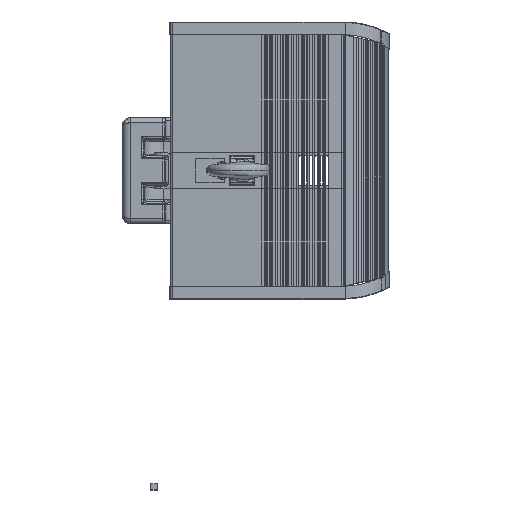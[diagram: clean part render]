
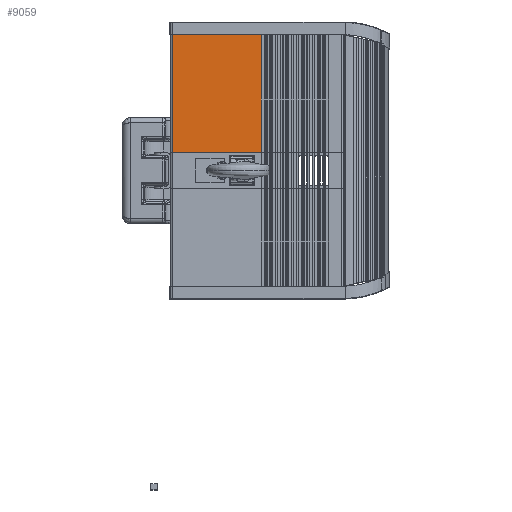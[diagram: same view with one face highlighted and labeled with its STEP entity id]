
A CAD part, top view. The second image highlights one B-rep face of the part: STEP entity #9059.
In plain terms, the highlighted planar face has unit normal (0, 0, 1).
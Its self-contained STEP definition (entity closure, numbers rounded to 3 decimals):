
#8881=EDGE_CURVE('',#21169,#17628,#21170,.T.);
#9059=ADVANCED_FACE('',(#21434),#21435,.T.);
#17628=VERTEX_POINT('',#33470);
#21169=VERTEX_POINT('',#43005);
#21170=LINE('',#43006,#43007);
#21434=FACE_OUTER_BOUND('',#43433,.T.);
#21435=PLANE('',#43434);
#33470=CARTESIAN_POINT('',(-159.5,34.5,-124.));
#43005=CARTESIAN_POINT('',(8.3,34.5,-124.));
#43006=CARTESIAN_POINT('',(8.3,34.5,-124.));
#43007=VECTOR('',#71470,1.0);
#43433=EDGE_LOOP('',(#72145,#72146,#72147,#72148));
#43434=AXIS2_PLACEMENT_3D('',#72149,#72150,#72151);
#71470=DIRECTION('',(-1.0,0.0,0.0));
#72145=ORIENTED_EDGE('',*,*,#97630,.T.);
#72146=ORIENTED_EDGE('',*,*,#98010,.F.);
#72147=ORIENTED_EDGE('',*,*,#8881,.F.);
#72148=ORIENTED_EDGE('',*,*,#98046,.T.);
#72149=CARTESIAN_POINT('',(-75.6,34.5,-124.));
#72150=DIRECTION('',(0.0,0.0,1.0));
#72151=DIRECTION('',(1.0,0.0,0.0));
#97630=EDGE_CURVE('',#104708,#104706,#104709,.T.);
#98010=EDGE_CURVE('',#17628,#104706,#105271,.T.);
#98046=EDGE_CURVE('',#21169,#104708,#105312,.T.);
#104706=VERTEX_POINT('',#115067);
#104708=VERTEX_POINT('',#115069);
#104709=LINE('',#115070,#115071);
#105271=LINE('',#115857,#115858);
#105312=LINE('',#115910,#115911);
#115067=CARTESIAN_POINT('',(-159.5,256.0,-124.));
#115069=CARTESIAN_POINT('',(8.3,256.0,-124.));
#115070=CARTESIAN_POINT('',(8.3,256.0,-124.));
#115071=VECTOR('',#123741,1.0);
#115857=CARTESIAN_POINT('',(-159.5,34.5,-124.));
#115858=VECTOR('',#124305,1.0);
#115910=CARTESIAN_POINT('',(8.3,34.5,-124.));
#115911=VECTOR('',#124344,1.0);
#123741=DIRECTION('',(-1.0,0.0,0.0));
#124305=DIRECTION('',(0.0,1.0,0.0));
#124344=DIRECTION('',(0.0,1.0,0.0));
